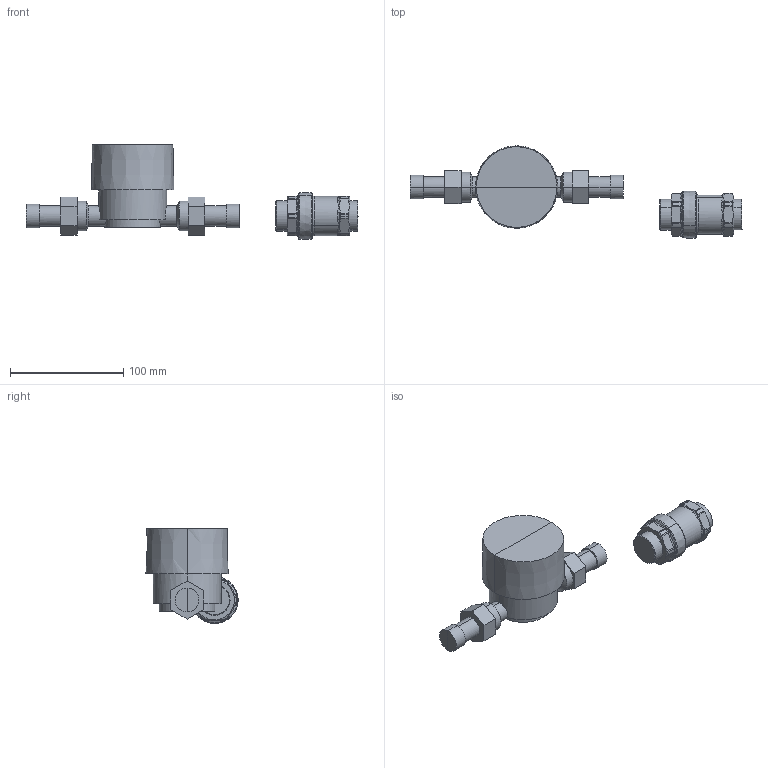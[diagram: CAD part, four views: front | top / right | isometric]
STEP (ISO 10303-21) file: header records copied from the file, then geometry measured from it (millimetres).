
FILE_DESCRIPTION(('CATIA V5 STEP Exchange','CAx-IF Rec.Pracs.--- Model Styling and Organization---1.5--- 2016-08-15','CAx-IF Rec.Pracs.---Supplemental Geometry---1.0---2011-11-01','CAx-IF Rec.Pracs.--- Composite Materials ---3.4---2017-06-13','CAx-IF Rec.Pracs.---Tessellated 3D Geometry---1.0---2015-12-17'),'2;1');
FILE_NAME('STEP_755826_004_-_TST.stp','2024-06-20T14:09:01+00:00',('none'),('none'),'CATIA Version 5-6 Release 2020 SP5','CATIA V5 STEP AP242 v2','none');
FILE_SCHEMA(('AP242_MANAGED_MODEL_BASED_3D_ENGINEERING_MIM_LF {1 0 10303 442 1 1 4}'));
Length unit declared in the file: millimetre
Products named in the file (1): 755826 004 - TST
Bounding box: 292.6 x 81.22 x 83.69 mm (x, y, z)
Volume: 370709.9 mm3; surface area: 45913.9 mm2
Topology: 2 solids, 3 shells, 238 faces, 554 edges, 328 vertices
Faces by surface type: cone 60, cylinder 52, plane 52, bspline 44, torus 30
Entity records: 9010 total; most frequent: CARTESIAN_POINT 4531, ORIENTED_EDGE 1108, DIRECTION 572, EDGE_CURVE 554, VERTEX_POINT 328, AXIS2_PLACEMENT_3D 324, B_SPLINE_CURVE_WITH_KNOTS 272, EDGE_LOOP 246
